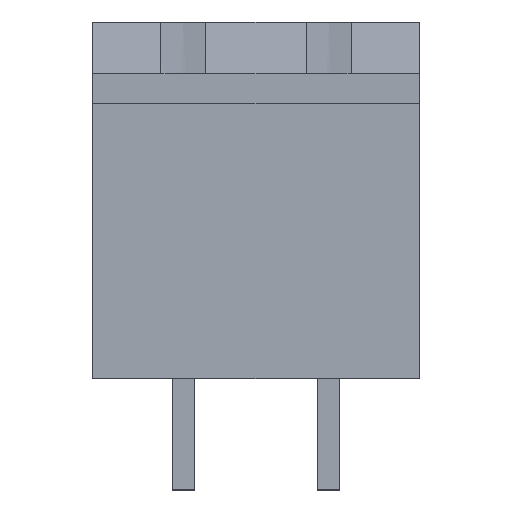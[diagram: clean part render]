
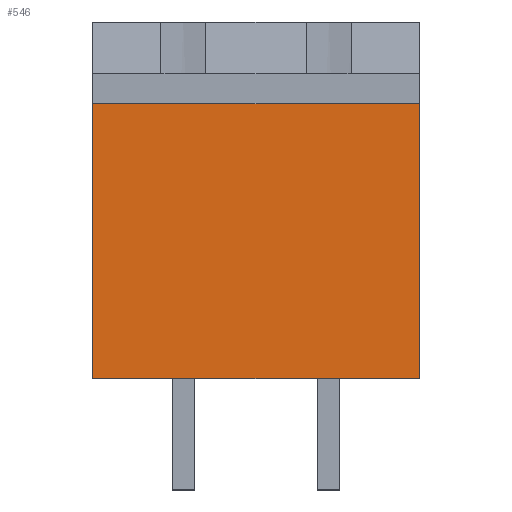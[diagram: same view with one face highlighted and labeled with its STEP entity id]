
A CAD part, top view. The second image highlights one B-rep face of the part: STEP entity #546.
In plain terms, the highlighted planar face has unit normal (0, 0, 1).
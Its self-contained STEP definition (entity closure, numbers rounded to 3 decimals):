
#322 = VERTEX_POINT ( 'NONE', #1807 ) ;
#324 = EDGE_CURVE ( 'NONE', #325, #322, #1806, .T. ) ;
#325 = VERTEX_POINT ( 'NONE', #1802 ) ;
#546 = ADVANCED_FACE ( 'NONE', ( #2134 ), #2133, .F. ) ;
#547 = EDGE_LOOP ( 'NONE', ( #548, #549, #551, #552 ) ) ;
#548 = ORIENTED_EDGE ( 'NONE', *, *, #659, .T. ) ;
#549 = ORIENTED_EDGE ( 'NONE', *, *, #550, .F. ) ;
#550 = EDGE_CURVE ( 'NONE', #770, #657, #2127, .T. ) ;
#551 = ORIENTED_EDGE ( 'NONE', *, *, #769, .F. ) ;
#552 = ORIENTED_EDGE ( 'NONE', *, *, #324, .T. ) ;
#657 = VERTEX_POINT ( 'NONE', #2800 ) ;
#659 = EDGE_CURVE ( 'NONE', #322, #657, #2799, .T. ) ;
#769 = EDGE_CURVE ( 'NONE', #325, #770, #2724, .T. ) ;
#770 = VERTEX_POINT ( 'NONE', #2715 ) ;
#1802 = CARTESIAN_POINT ( 'NONE',  ( -5.5, 0., -0.5 ) ) ;
#1803 = DIRECTION ( 'NONE',  ( 1., 0., 0. ) ) ;
#1804 = VECTOR ( 'NONE', #1803, 1000. ) ;
#1805 = CARTESIAN_POINT ( 'NONE',  ( -5.5, 0., -0.5 ) ) ;
#1806 = LINE ( 'NONE', #1805, #1804 ) ;
#1807 = CARTESIAN_POINT ( 'NONE',  ( 5.5, 0., -0.5 ) ) ;
#2122 = DIRECTION ( 'NONE',  ( 1., 0., 0. ) ) ;
#2123 = VECTOR ( 'NONE', #2122, 1000. ) ;
#2124 = CARTESIAN_POINT ( 'NONE',  ( -5.5, 9.25, -0.5 ) ) ;
#2125 = DIRECTION ( 'NONE',  ( 0., 1., 0. ) ) ;
#2126 = DIRECTION ( 'NONE',  ( 0., 0., -1. ) ) ;
#2127 = LINE ( 'NONE', #2124, #2123 ) ;
#2128 = CARTESIAN_POINT ( 'NONE',  ( -5.5, 9.25, -0.5 ) ) ;
#2129 = AXIS2_PLACEMENT_3D ( 'NONE', #2128, #2126, #2125 ) ;
#2133 = PLANE ( 'NONE',  #2129 ) ;
#2134 = FACE_OUTER_BOUND ( 'NONE', #547, .T. ) ;
#2715 = CARTESIAN_POINT ( 'NONE',  ( -5.5, 9.25, -0.5 ) ) ;
#2716 = DIRECTION ( 'NONE',  ( 0., 1., 0. ) ) ;
#2717 = VECTOR ( 'NONE', #2716, 1000. ) ;
#2718 = CARTESIAN_POINT ( 'NONE',  ( -5.5, 9.25, -0.5 ) ) ;
#2724 = LINE ( 'NONE', #2718, #2717 ) ;
#2796 = DIRECTION ( 'NONE',  ( 0., 1., 0. ) ) ;
#2797 = VECTOR ( 'NONE', #2796, 1000. ) ;
#2798 = CARTESIAN_POINT ( 'NONE',  ( 5.5, 9.25, -0.5 ) ) ;
#2799 = LINE ( 'NONE', #2798, #2797 ) ;
#2800 = CARTESIAN_POINT ( 'NONE',  ( 5.5, 9.25, -0.5 ) ) ;
